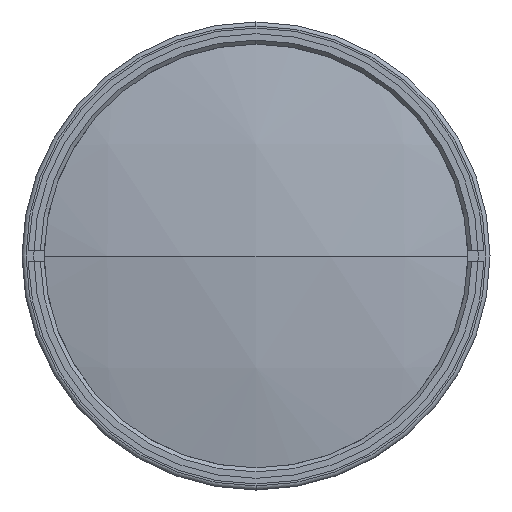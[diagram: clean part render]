
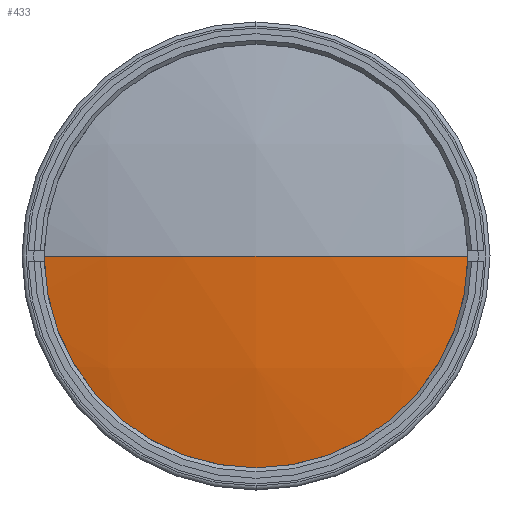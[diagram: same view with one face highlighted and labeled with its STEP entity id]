
A CAD part, left-side view. The second image highlights one B-rep face of the part: STEP entity #433.
In plain terms, the highlighted spherical face has radius 252 mm.
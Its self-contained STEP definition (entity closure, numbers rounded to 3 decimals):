
#41 = DIRECTION ( 'NONE',  ( 0., 0., 1. ) ) ;
#314 = DIRECTION ( 'NONE',  ( 0., 1., 0. ) ) ;
#325 = CARTESIAN_POINT ( 'NONE',  ( -295.44, 0., 0. ) ) ;
#412 = DIRECTION ( 'NONE',  ( 0., 0., -1. ) ) ;
#433 = ADVANCED_FACE ( 'NONE', ( #2100 ), #3541, .T. ) ;
#437 = VERTEX_POINT ( 'NONE', #2561 ) ;
#491 = EDGE_CURVE ( 'NONE', #437, #1599, #3926, .T. ) ;
#592 = AXIS2_PLACEMENT_3D ( 'NONE', #1353, #2429, #314 ) ;
#605 = EDGE_LOOP ( 'NONE', ( #2696, #3285, #2507 ) ) ;
#681 = DIRECTION ( 'NONE',  ( 0., -1., 0. ) ) ;
#1218 = AXIS2_PLACEMENT_3D ( 'NONE', #4271, #2151, #41 ) ;
#1353 = CARTESIAN_POINT ( 'NONE',  ( -295.44, 0., 0. ) ) ;
#1582 = CIRCLE ( 'NONE', #2656, 252. ) ;
#1599 = VERTEX_POINT ( 'NONE', #3070 ) ;
#1993 = EDGE_CURVE ( 'NONE', #437, #2798, #1582, .T. ) ;
#2100 = FACE_OUTER_BOUND ( 'NONE', #605, .T. ) ;
#2151 = DIRECTION ( 'NONE',  ( -1., 0., 0. ) ) ;
#2420 = AXIS2_PLACEMENT_3D ( 'NONE', #2521, #412, #2873 ) ;
#2429 = DIRECTION ( 'NONE',  ( 0., 0., -1. ) ) ;
#2507 = ORIENTED_EDGE ( 'NONE', *, *, #1993, .F. ) ;
#2521 = CARTESIAN_POINT ( 'NONE',  ( -295.44, 0., 0. ) ) ;
#2533 = CIRCLE ( 'NONE', #2420, 252. ) ;
#2561 = CARTESIAN_POINT ( 'NONE',  ( -541.365, 55., 0. ) ) ;
#2656 = AXIS2_PLACEMENT_3D ( 'NONE', #325, #2787, #681 ) ;
#2696 = ORIENTED_EDGE ( 'NONE', *, *, #491, .T. ) ;
#2787 = DIRECTION ( 'NONE',  ( 0., 0., 1. ) ) ;
#2798 = VERTEX_POINT ( 'NONE', #3504 ) ;
#2873 = DIRECTION ( 'NONE',  ( 0., 1., 0. ) ) ;
#3070 = CARTESIAN_POINT ( 'NONE',  ( -541.365, -55., 0. ) ) ;
#3285 = ORIENTED_EDGE ( 'NONE', *, *, #3747, .T. ) ;
#3504 = CARTESIAN_POINT ( 'NONE',  ( -547.44, 0., 0. ) ) ;
#3541 = SPHERICAL_SURFACE ( 'NONE', #592, 252. ) ;
#3747 = EDGE_CURVE ( 'NONE', #1599, #2798, #2533, .T. ) ;
#3926 = CIRCLE ( 'NONE', #1218, 55. ) ;
#4271 = CARTESIAN_POINT ( 'NONE',  ( -541.365, 0., 0. ) ) ;
